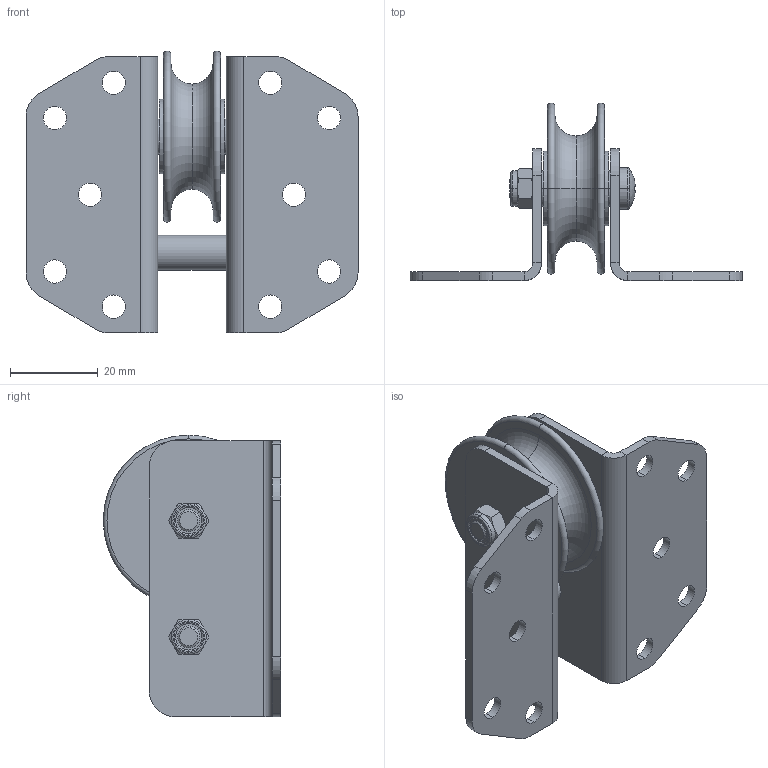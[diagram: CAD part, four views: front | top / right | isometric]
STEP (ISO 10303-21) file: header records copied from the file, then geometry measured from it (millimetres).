
FILE_DESCRIPTION (( 'STEP AP203' ), '1' );
FILE_NAME ('T63777.STEP', '2018-08-16T12:54:12', ( '' ), ( '' ), 'SwSTEP 2.0', 'SolidWorks 2016', '' );
FILE_SCHEMA (( 'CONFIG_CONTROL_DESIGN' ));
Length unit declared in the file: millimetre
Products named in the file (7): TH2687; T63777; plain washer form b_doughty fastners - stainless_Bright washer BS 4320 - M8 (Form B); TH2660; SW3dPS-nyloc nut, st stl a2 iso_M5 NYLOC; Pan Head Cross Recess Screw_Doughty Fastners_ISO 7045 - M5 x 25 - Z --- 25S; TH2659
Assembly tree (11 placements, depth 2):
  T63777
    TH2659  x2
    TH2660
    plain washer form b_doughty fastners - stainless_Bright washer BS 4320 - M8 (Form B)  x2
    TH2687  x2
    Pan Head Cross Recess Screw_Doughty Fastners_ISO 7045 - M5 x 25 - Z --- 25S  x2
    SW3dPS-nyloc nut, st stl a2 iso_M5 NYLOC  x2
Bounding box: 75.7 x 40.5 x 64.25 mm (x, y, z)
Volume: 24278 mm3; surface area: 23399.6 mm2
Topology: 11 solids, 11 shells, 600 faces, 1528 edges, 952 vertices
Faces by surface type: cone 280, cylinder 198, plane 94, torus 24, sphere 4
Entity records: 10369 total; most frequent: DIRECTION 1852, CARTESIAN_POINT 1710, ORIENTED_EDGE 1552, AXIS2_PLACEMENT_3D 787, EDGE_CURVE 776, VERTEX_POINT 485, CIRCLE 466, EDGE_LOOP 333
